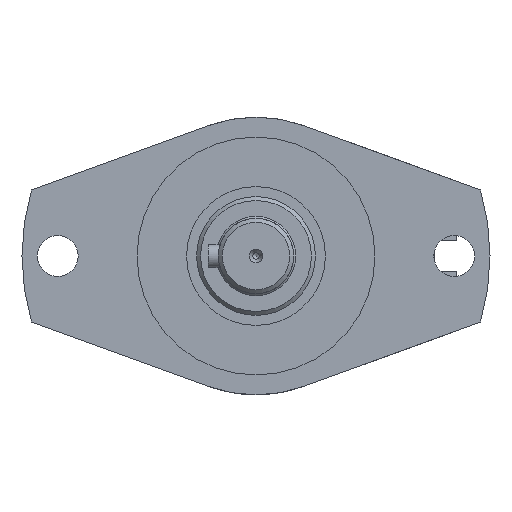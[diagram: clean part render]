
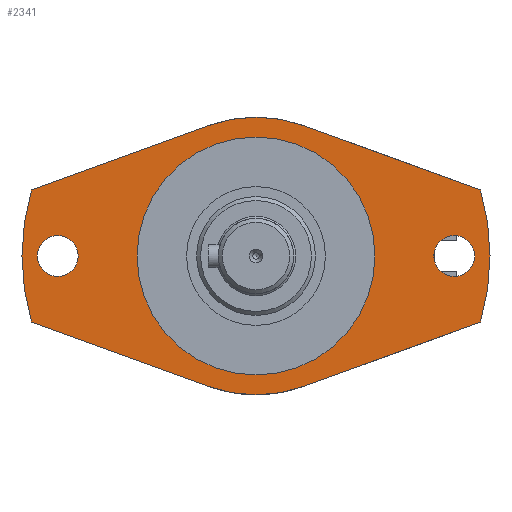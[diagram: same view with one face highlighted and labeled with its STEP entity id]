
A CAD part, left-side view. The second image highlights one B-rep face of the part: STEP entity #2341.
In plain terms, the highlighted planar face has unit normal (-1, 0, 0).
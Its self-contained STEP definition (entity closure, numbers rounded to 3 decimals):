
#2020=CARTESIAN_POINT('',(47.,11.971,32.889));
#2021=VERTEX_POINT('',#2020);
#2028=CARTESIAN_POINT('',(47.,-11.971,32.889));
#2029=VERTEX_POINT('',#2028);
#2030=CARTESIAN_POINT('',(47.,0.,0.));
#2031=DIRECTION('',(-1.0,0.,0.));
#2032=DIRECTION('',(0.,0.342,-0.94));
#2033=AXIS2_PLACEMENT_3D('',#2030,#2031,#2032);
#2034=CIRCLE('',#2033,35.0);
#2035=EDGE_CURVE('',#2029,#2021,#2034,.T.);
#2054=CARTESIAN_POINT('',(47.,-11.971,-32.889));
#2055=VERTEX_POINT('',#2054);
#2062=CARTESIAN_POINT('',(47.,11.971,-32.889));
#2063=VERTEX_POINT('',#2062);
#2064=CARTESIAN_POINT('',(47.,0.,0.));
#2065=DIRECTION('',(-1.0,0.,0.));
#2066=DIRECTION('',(0.,-0.342,0.94));
#2067=AXIS2_PLACEMENT_3D('',#2064,#2065,#2066);
#2068=CIRCLE('',#2067,35.0);
#2069=EDGE_CURVE('',#2063,#2055,#2068,.T.);
#2101=CARTESIAN_POINT('',(47.0,-50.,5.15));
#2102=VERTEX_POINT('',#2101);
#2103=CARTESIAN_POINT('',(47.0,-50.,0.));
#2104=DIRECTION('',(1.0,0.0,0.0));
#2105=DIRECTION('',(0.0,0.0,-1.0));
#2106=AXIS2_PLACEMENT_3D('',#2103,#2104,#2105);
#2107=CIRCLE('',#2106,5.15);
#2108=EDGE_CURVE('',#2102,#2102,#2107,.T.);
#2129=CARTESIAN_POINT('',(47.0,50.,5.15));
#2130=VERTEX_POINT('',#2129);
#2131=CARTESIAN_POINT('',(47.0,50.,0.));
#2132=DIRECTION('',(1.0,0.0,0.0));
#2133=DIRECTION('',(0.0,0.0,-1.0));
#2134=AXIS2_PLACEMENT_3D('',#2131,#2132,#2133);
#2135=CIRCLE('',#2134,5.15);
#2136=EDGE_CURVE('',#2130,#2130,#2135,.T.);
#2157=CARTESIAN_POINT('',(47.,-56.604,-16.644));
#2158=VERTEX_POINT('',#2157);
#2167=CARTESIAN_POINT('',(47.,-11.971,-32.889));
#2168=DIRECTION('',(0.,-0.94,0.342));
#2169=VECTOR('',#2168,47.497);
#2170=LINE('',#2167,#2169);
#2171=EDGE_CURVE('',#2055,#2158,#2170,.T.);
#2197=CARTESIAN_POINT('',(47.,-56.604,16.644));
#2198=VERTEX_POINT('',#2197);
#2199=CARTESIAN_POINT('',(47.,-56.604,16.644));
#2200=DIRECTION('',(0.,0.94,0.342));
#2201=VECTOR('',#2200,47.497);
#2202=LINE('',#2199,#2201);
#2203=EDGE_CURVE('',#2198,#2029,#2202,.T.);
#2227=CARTESIAN_POINT('',(47.,56.604,16.644));
#2228=VERTEX_POINT('',#2227);
#2235=CARTESIAN_POINT('',(47.,11.971,32.889));
#2236=DIRECTION('',(0.,0.94,-0.342));
#2237=VECTOR('',#2236,47.497);
#2238=LINE('',#2235,#2237);
#2239=EDGE_CURVE('',#2021,#2228,#2238,.T.);
#2252=CARTESIAN_POINT('',(47.,56.604,-16.644));
#2253=VERTEX_POINT('',#2252);
#2267=CARTESIAN_POINT('',(47.,56.604,-16.644));
#2268=DIRECTION('',(0.,-0.94,-0.342));
#2269=VECTOR('',#2268,47.497);
#2270=LINE('',#2267,#2269);
#2271=EDGE_CURVE('',#2253,#2063,#2270,.T.);
#2297=CARTESIAN_POINT('',(47.,44.5,0.));
#2298=DIRECTION('',(-1.0,0.0,0.0));
#2299=DIRECTION('',(0.0,0.0,1.0));
#2300=AXIS2_PLACEMENT_3D('',#2297,#2298,#2299);
#2301=PLANE('',#2300);
#2302=ORIENTED_EDGE('',*,*,#2271,.T.);
#2303=ORIENTED_EDGE('',*,*,#2069,.T.);
#2304=ORIENTED_EDGE('',*,*,#2171,.T.);
#2305=CARTESIAN_POINT('',(47.,0.,0.));
#2306=DIRECTION('',(1.0,0.0,0.0));
#2307=DIRECTION('',(0.0,1.0,0.0));
#2308=AXIS2_PLACEMENT_3D('',#2305,#2306,#2307);
#2309=CIRCLE('',#2308,59.0);
#2310=EDGE_CURVE('',#2198,#2158,#2309,.T.);
#2311=ORIENTED_EDGE('',*,*,#2310,.F.);
#2312=ORIENTED_EDGE('',*,*,#2203,.T.);
#2313=ORIENTED_EDGE('',*,*,#2035,.T.);
#2314=ORIENTED_EDGE('',*,*,#2239,.T.);
#2315=CARTESIAN_POINT('',(47.,0.,0.));
#2316=DIRECTION('',(1.0,0.0,0.0));
#2317=DIRECTION('',(0.0,1.0,0.0));
#2318=AXIS2_PLACEMENT_3D('',#2315,#2316,#2317);
#2319=CIRCLE('',#2318,59.0);
#2320=EDGE_CURVE('',#2253,#2228,#2319,.T.);
#2321=ORIENTED_EDGE('',*,*,#2320,.F.);
#2322=EDGE_LOOP('',(#2302,#2303,#2304,#2311,#2312,#2313,#2314,#2321));
#2323=FACE_OUTER_BOUND('',#2322,.T.);
#2324=ORIENTED_EDGE('',*,*,#2108,.T.);
#2325=EDGE_LOOP('',(#2324));
#2326=FACE_BOUND('',#2325,.T.);
#2327=ORIENTED_EDGE('',*,*,#2136,.T.);
#2328=EDGE_LOOP('',(#2327));
#2329=FACE_BOUND('',#2328,.T.);
#2330=CARTESIAN_POINT('',(47.,30.,0.));
#2331=VERTEX_POINT('',#2330);
#2332=CARTESIAN_POINT('',(47.,0.,0.));
#2333=DIRECTION('',(1.0,0.0,0.0));
#2334=DIRECTION('',(0.0,1.0,0.0));
#2335=AXIS2_PLACEMENT_3D('',#2332,#2333,#2334);
#2336=CIRCLE('',#2335,30.0);
#2337=EDGE_CURVE('',#2331,#2331,#2336,.T.);
#2338=ORIENTED_EDGE('',*,*,#2337,.T.);
#2339=EDGE_LOOP('',(#2338));
#2340=FACE_BOUND('',#2339,.T.);
#2341=ADVANCED_FACE('',(#2323,#2326,#2329,#2340),#2301,.T.);
